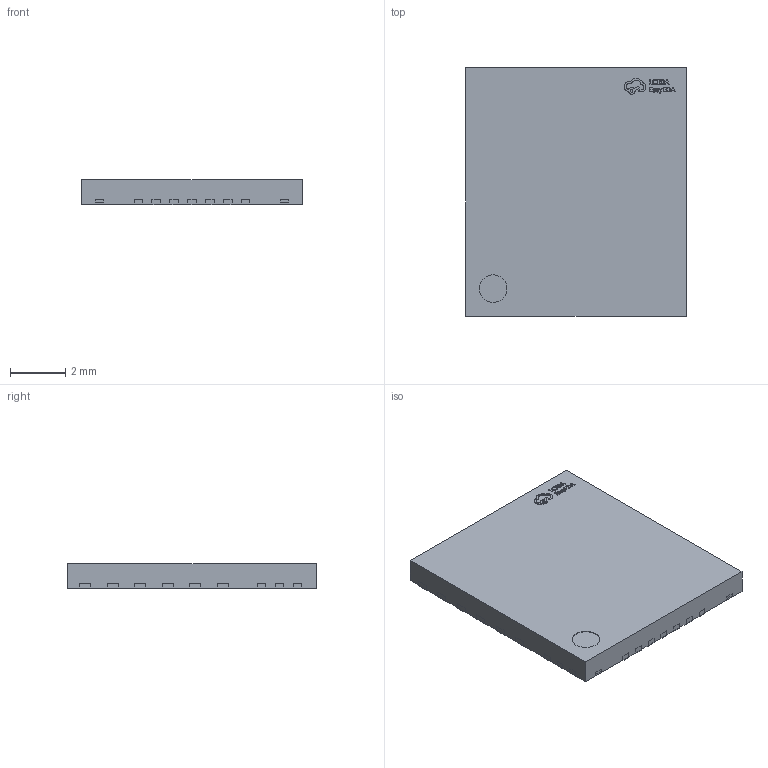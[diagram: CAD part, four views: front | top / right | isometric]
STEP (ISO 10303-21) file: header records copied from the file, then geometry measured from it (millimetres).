
FILE_DESCRIPTION (( 'STEP AP214' ), '1' );
FILE_NAME ('PQFN-31L_L8.0-W9.0-H0.9-P0.65-BL-EP_IRSM807.step', '2022-07-15T02:36:59', ( '' ), ( '' ), 'SwSTEP 2.0', 'SolidWorks 2020', '' );
FILE_SCHEMA (( 'AUTOMOTIVE_DESIGN' ));
Length unit declared in the file: millimetre
Products named in the file (1): PQFN-31L_L8.0-W9.0-H0.9-P0.65-BL-EP_IRSM807
Bounding box: 8 x 9 x 0.91 mm (x, y, z)
Volume: 64.7 mm3; surface area: 360.4 mm2
Topology: 32 solids, 32 shells, 940 faces, 2549 edges, 1702 vertices
Faces by surface type: plane 637, cylinder 191, bspline 112
Entity records: 40611 total; most frequent: CARTESIAN_POINT 7296, ORIENTED_EDGE 5098, DIRECTION 4361, EDGE_CURVE 2549, VECTOR 1939, LINE 1939, VERTEX_POINT 1702, AXIS2_PLACEMENT_3D 1211
